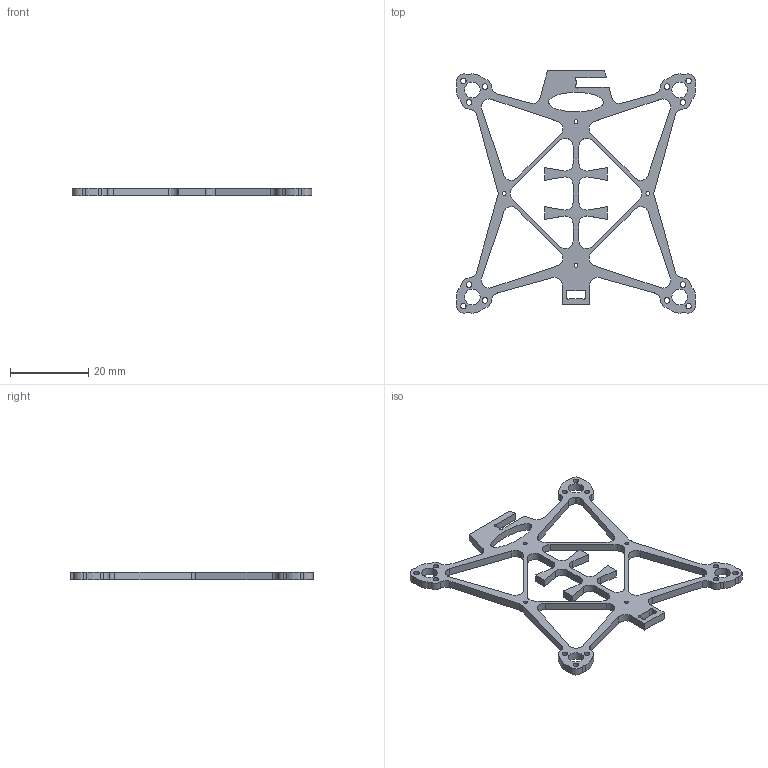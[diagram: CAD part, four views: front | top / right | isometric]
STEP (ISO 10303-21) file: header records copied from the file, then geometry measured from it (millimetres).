
FILE_DESCRIPTION(('Open CASCADE Model'),'2;1');
FILE_NAME('Open CASCADE Shape Model','2022-06-30T14:44:06',('Author'),( 'Open CASCADE'),'Open CASCADE STEP processor 7.5','Open CASCADE 7.5' ,'Unknown');
FILE_SCHEMA(('AUTOMOTIVE_DESIGN { 1 0 10303 214 1 1 1 1 }'));
Length unit declared in the file: millimetre
Products named in the file (1): Open CASCADE STEP translator 7.5 52
Bounding box: 61.23 x 62 x 2 mm (x, y, z)
Volume: 2005.5 mm3; surface area: 3855.2 mm2
Topology: 1 solids, 1 shells, 169 faces, 501 edges, 334 vertices
Faces by surface type: cylinder 94, plane 58, bspline 16, extrusion 1
Full cylindrical faces by diameter (mm): 1 x4, 1.4 x12, 4 x4
Entity records: 13379 total; most frequent: CARTESIAN_POINT 3643, DIRECTION 1754, ORIENTED_EDGE 1002, PCURVE 1002, DEFINITIONAL_REPRESENTATION 1002, VECTOR 936, LINE 935, EDGE_CURVE 501
